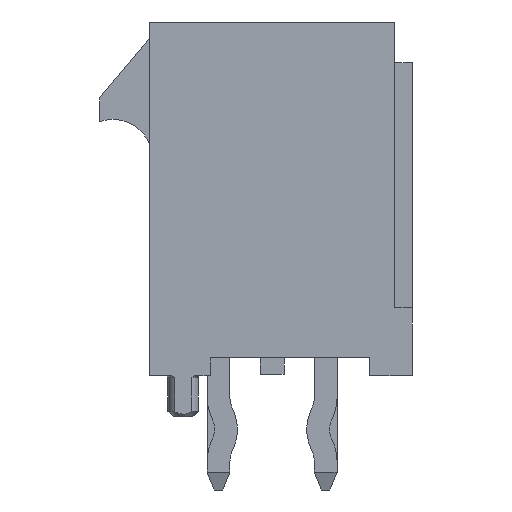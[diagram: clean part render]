
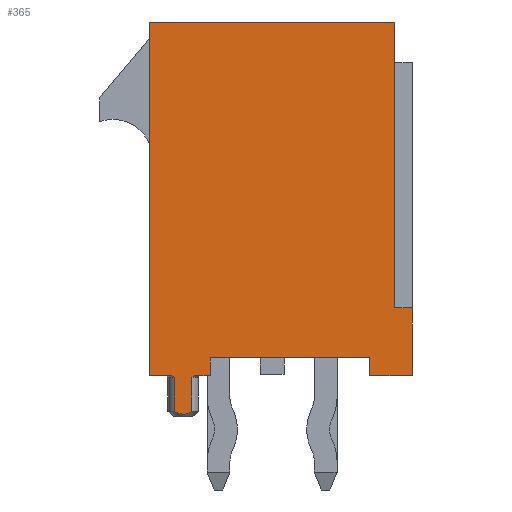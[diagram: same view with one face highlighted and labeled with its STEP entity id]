
A CAD part, front view. The second image highlights one B-rep face of the part: STEP entity #365.
In plain terms, the highlighted planar face has unit normal (0, -1, 0).
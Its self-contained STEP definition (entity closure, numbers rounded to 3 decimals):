
#365=ADVANCED_FACE('',(#1183),#1184,.F.);
#1183=FACE_OUTER_BOUND('',#2441,.T.);
#1184=PLANE('',#2442);
#2441=EDGE_LOOP('',(#5107,#5108,#5109,#5110,#5111,#5112,#5113,#5114,#5115,#5116,#5117,#5118,#5119,#5120,#5121,#5122));
#2442=AXIS2_PLACEMENT_3D('',#5123,#5124,#5125);
#5107=ORIENTED_EDGE('',*,*,#9473,.F.);
#5108=ORIENTED_EDGE('',*,*,#9474,.T.);
#5109=ORIENTED_EDGE('',*,*,#9475,.T.);
#5110=ORIENTED_EDGE('',*,*,#9476,.T.);
#5111=ORIENTED_EDGE('',*,*,#9254,.F.);
#5112=ORIENTED_EDGE('',*,*,#9477,.T.);
#5113=ORIENTED_EDGE('',*,*,#9411,.T.);
#5114=ORIENTED_EDGE('',*,*,#9478,.T.);
#5115=ORIENTED_EDGE('',*,*,#9464,.F.);
#5116=ORIENTED_EDGE('',*,*,#9479,.T.);
#5117=ORIENTED_EDGE('',*,*,#9480,.T.);
#5118=ORIENTED_EDGE('',*,*,#9112,.F.);
#5119=ORIENTED_EDGE('',*,*,#9187,.F.);
#5120=ORIENTED_EDGE('',*,*,#9481,.F.);
#5121=ORIENTED_EDGE('',*,*,#9260,.F.);
#5122=ORIENTED_EDGE('',*,*,#9482,.T.);
#5123=CARTESIAN_POINT('',(0.0,-10.85,0.0));
#5124=DIRECTION('',(-0.0,1.0,0.0));
#5125=DIRECTION('',(1.0,0.0,0.0));
#9112=EDGE_CURVE('',#11273,#11275,#11276,.T.);
#9187=EDGE_CURVE('',#11410,#11273,#11412,.T.);
#9254=EDGE_CURVE('',#11544,#11545,#11546,.T.);
#9260=EDGE_CURVE('',#11553,#11555,#11556,.T.);
#9411=EDGE_CURVE('',#11782,#11780,#11783,.T.);
#9464=EDGE_CURVE('',#11847,#11849,#11850,.T.);
#9473=EDGE_CURVE('',#11863,#11864,#11865,.T.);
#9474=EDGE_CURVE('',#11863,#11866,#11867,.T.);
#9475=EDGE_CURVE('',#11866,#11868,#11869,.T.);
#9476=EDGE_CURVE('',#11868,#11545,#11870,.T.);
#9477=EDGE_CURVE('',#11544,#11782,#11871,.T.);
#9478=EDGE_CURVE('',#11780,#11849,#11872,.T.);
#9479=EDGE_CURVE('',#11847,#11873,#11874,.T.);
#9480=EDGE_CURVE('',#11873,#11275,#11875,.T.);
#9481=EDGE_CURVE('',#11555,#11410,#11876,.T.);
#9482=EDGE_CURVE('',#11553,#11864,#11877,.T.);
#11273=VERTEX_POINT('',#14598);
#11275=VERTEX_POINT('',#14601);
#11276=LINE('',#14602,#14603);
#11410=VERTEX_POINT('',#14810);
#11412=LINE('',#14813,#14814);
#11544=VERTEX_POINT('',#15012);
#11545=VERTEX_POINT('',#15013);
#11546=LINE('',#15014,#15015);
#11553=VERTEX_POINT('',#15025);
#11555=VERTEX_POINT('',#15027);
#11556=LINE('',#15028,#15029);
#11780=VERTEX_POINT('',#15402);
#11782=VERTEX_POINT('',#15405);
#11783=LINE('',#15406,#15407);
#11847=VERTEX_POINT('',#15522);
#11849=VERTEX_POINT('',#15525);
#11850=LINE('',#15526,#15527);
#11863=VERTEX_POINT('',#15548);
#11864=VERTEX_POINT('',#15549);
#11865=LINE('',#15550,#15551);
#11866=VERTEX_POINT('',#15552);
#11867=B_SPLINE_CURVE_WITH_KNOTS('',3,(#15553,#15554,#15555,#15556,#15557),.UNSPECIFIED.,.F.,.F.,(4,1,4),(0.,0.,0.001),.UNSPECIFIED.);
#11868=VERTEX_POINT('',#15558);
#11869=LINE('',#15559,#15560);
#11870=B_SPLINE_CURVE_WITH_KNOTS('',3,(#15561,#15562,#15563,#15564),.UNSPECIFIED.,.F.,.F.,(4,4),(0.0,0.),.UNSPECIFIED.);
#11871=LINE('',#15565,#15566);
#11872=LINE('',#15567,#15568);
#11873=VERTEX_POINT('',#15569);
#11874=LINE('',#15570,#15571);
#11875=LINE('',#15572,#15573);
#11876=LINE('',#15574,#15575);
#11877=B_SPLINE_CURVE_WITH_KNOTS('',3,(#15576,#15577,#15578,#15579),.UNSPECIFIED.,.F.,.F.,(4,4),(0.,0.),.UNSPECIFIED.);
#14598=CARTESIAN_POINT('',(3.43,-10.85,4.95));
#14601=CARTESIAN_POINT('',(3.43,-10.85,-3.05));
#14602=CARTESIAN_POINT('',(3.43,-10.85,4.95));
#14603=VECTOR('',#18181,1000.0);
#14810=CARTESIAN_POINT('',(-3.43,-10.85,4.95));
#14813=CARTESIAN_POINT('',(-3.43,-10.85,4.95));
#14814=VECTOR('',#18256,1000.0);
#15012=CARTESIAN_POINT('',(-1.73,-10.85,-4.95));
#15013=CARTESIAN_POINT('',(-2.169,-10.85,-4.95));
#15014=CARTESIAN_POINT('',(3.43,-10.85,-4.95));
#15015=VECTOR('',#18323,1000.0);
#15025=CARTESIAN_POINT('',(-2.811,-10.85,-4.95));
#15027=CARTESIAN_POINT('',(-3.43,-10.85,-4.95));
#15028=CARTESIAN_POINT('',(3.43,-10.85,-4.95));
#15029=VECTOR('',#18333,1000.0);
#15402=CARTESIAN_POINT('',(2.73,-10.85,-4.45));
#15405=CARTESIAN_POINT('',(-1.73,-10.85,-4.45));
#15406=CARTESIAN_POINT('',(-2.73,-10.85,-4.45));
#15407=VECTOR('',#18484,1000.0);
#15522=CARTESIAN_POINT('',(3.93,-10.85,-4.95));
#15525=CARTESIAN_POINT('',(2.73,-10.85,-4.95));
#15526=CARTESIAN_POINT('',(3.43,-10.85,-4.95));
#15527=VECTOR('',#18537,1000.0);
#15548=CARTESIAN_POINT('',(-2.731,-10.85,-5.95));
#15549=CARTESIAN_POINT('',(-2.731,-10.85,-5.0));
#15550=CARTESIAN_POINT('',(-2.731,-10.85,-6.1));
#15551=VECTOR('',#18546,1000.0);
#15552=CARTESIAN_POINT('',(-2.249,-10.85,-5.95));
#15553=CARTESIAN_POINT('',(-2.731,-10.85,-5.95));
#15554=CARTESIAN_POINT('',(-2.657,-10.85,-5.992));
#15555=CARTESIAN_POINT('',(-2.491,-10.85,-6.058));
#15556=CARTESIAN_POINT('',(-2.323,-10.85,-5.992));
#15557=CARTESIAN_POINT('',(-2.249,-10.85,-5.95));
#15558=CARTESIAN_POINT('',(-2.249,-10.85,-5.0));
#15559=CARTESIAN_POINT('',(-2.249,-10.85,-6.1));
#15560=VECTOR('',#18547,1000.0);
#15561=CARTESIAN_POINT('',(-2.249,-10.85,-5.0));
#15562=CARTESIAN_POINT('',(-2.222,-10.85,-4.984));
#15563=CARTESIAN_POINT('',(-2.195,-10.85,-4.968));
#15564=CARTESIAN_POINT('',(-2.169,-10.85,-4.95));
#15565=CARTESIAN_POINT('',(-1.73,-10.85,-4.95));
#15566=VECTOR('',#18548,1000.0);
#15567=CARTESIAN_POINT('',(2.73,-10.85,-4.45));
#15568=VECTOR('',#18549,1000.0);
#15569=CARTESIAN_POINT('',(3.93,-10.85,-3.05));
#15570=CARTESIAN_POINT('',(3.93,-10.85,-4.95));
#15571=VECTOR('',#18550,1000.0);
#15572=CARTESIAN_POINT('',(3.93,-10.85,-3.05));
#15573=VECTOR('',#18551,1000.0);
#15574=CARTESIAN_POINT('',(-3.43,-10.85,-4.95));
#15575=VECTOR('',#18552,1000.0);
#15576=CARTESIAN_POINT('',(-2.811,-10.85,-4.95));
#15577=CARTESIAN_POINT('',(-2.785,-10.85,-4.968));
#15578=CARTESIAN_POINT('',(-2.758,-10.85,-4.984));
#15579=CARTESIAN_POINT('',(-2.731,-10.85,-5.));
#18181=DIRECTION('',(0.0,0.0,-1.0));
#18256=DIRECTION('',(1.0,0.0,0.0));
#18323=DIRECTION('',(-1.0,0.0,0.0));
#18333=DIRECTION('',(-1.0,0.0,0.0));
#18484=DIRECTION('',(1.0,0.,0.0));
#18537=DIRECTION('',(-1.0,0.0,0.0));
#18546=DIRECTION('',(0.0,0.0,1.0));
#18547=DIRECTION('',(0.0,0.0,1.0));
#18548=DIRECTION('',(0.0,0.0,1.0));
#18549=DIRECTION('',(0.0,0.0,-1.0));
#18550=DIRECTION('',(0.0,0.0,1.0));
#18551=DIRECTION('',(-1.0,0.0,0.0));
#18552=DIRECTION('',(0.0,0.0,1.0));
